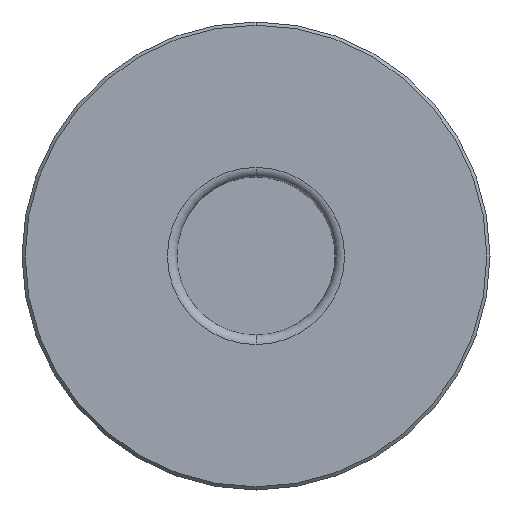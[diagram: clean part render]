
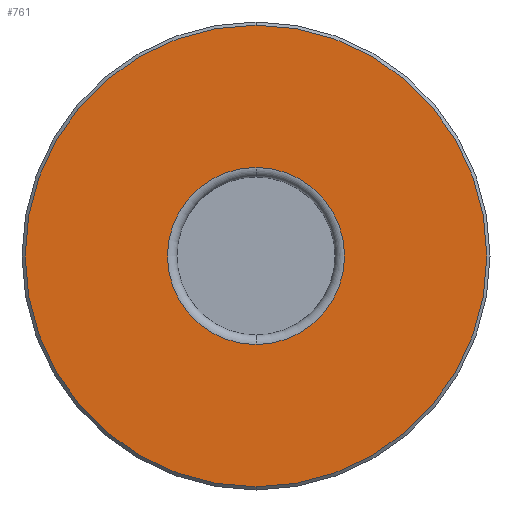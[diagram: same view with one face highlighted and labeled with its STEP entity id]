
A CAD part, front view. The second image highlights one B-rep face of the part: STEP entity #761.
In plain terms, the highlighted planar face has unit normal (0, -1, 0).
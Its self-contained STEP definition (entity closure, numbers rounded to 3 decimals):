
#2 = CARTESIAN_POINT ( 'NONE',  ( 0., 0., -36.5 ) ) ;
#56 = AXIS2_PLACEMENT_3D ( 'NONE', #789, #845, #657 ) ;
#90 = AXIS2_PLACEMENT_3D ( 'NONE', #770, #198, #462 ) ;
#132 = AXIS2_PLACEMENT_3D ( 'NONE', #407, #476, #211 ) ;
#140 = VERTEX_POINT ( 'NONE', #252 ) ;
#198 = DIRECTION ( 'NONE',  ( 0., -1., 0. ) ) ;
#211 = DIRECTION ( 'NONE',  ( 0., 0., -1. ) ) ;
#217 = VERTEX_POINT ( 'NONE', #446 ) ;
#235 = EDGE_CURVE ( 'NONE', #706, #140, #381, .T. ) ;
#250 = CARTESIAN_POINT ( 'NONE',  ( 0., 0., 0. ) ) ;
#252 = CARTESIAN_POINT ( 'NONE',  ( 0., 0., -14. ) ) ;
#255 = VERTEX_POINT ( 'NONE', #2 ) ;
#269 = ORIENTED_EDGE ( 'NONE', *, *, #235, .F. ) ;
#287 = EDGE_CURVE ( 'NONE', #140, #706, #816, .T. ) ;
#355 = CARTESIAN_POINT ( 'NONE',  ( 0., 0., 0. ) ) ;
#363 = ORIENTED_EDGE ( 'NONE', *, *, #436, .T. ) ;
#381 = CIRCLE ( 'NONE', #56, 14. ) ;
#407 = CARTESIAN_POINT ( 'NONE',  ( 0., 0., 0. ) ) ;
#418 = ORIENTED_EDGE ( 'NONE', *, *, #287, .F. ) ;
#423 = FACE_OUTER_BOUND ( 'NONE', #735, .T. ) ;
#436 = EDGE_CURVE ( 'NONE', #255, #217, #691, .T. ) ;
#446 = CARTESIAN_POINT ( 'NONE',  ( 0., 0., 36.5 ) ) ;
#447 = CARTESIAN_POINT ( 'NONE',  ( 0., 0., 14. ) ) ;
#458 = AXIS2_PLACEMENT_3D ( 'NONE', #250, #774, #827 ) ;
#462 = DIRECTION ( 'NONE',  ( 0., 0., -1. ) ) ;
#476 = DIRECTION ( 'NONE',  ( 0., -1., 0. ) ) ;
#492 = DIRECTION ( 'NONE',  ( 0., -1., 0. ) ) ;
#497 = AXIS2_PLACEMENT_3D ( 'NONE', #355, #492, #565 ) ;
#565 = DIRECTION ( 'NONE',  ( 0., 0., -1. ) ) ;
#571 = CIRCLE ( 'NONE', #458, 36.5 ) ;
#585 = FACE_BOUND ( 'NONE', #767, .T. ) ;
#643 = PLANE ( 'NONE',  #90 ) ;
#657 = DIRECTION ( 'NONE',  ( 0., 0., -1. ) ) ;
#691 = CIRCLE ( 'NONE', #497, 36.5 ) ;
#701 = EDGE_CURVE ( 'NONE', #217, #255, #571, .T. ) ;
#706 = VERTEX_POINT ( 'NONE', #447 ) ;
#735 = EDGE_LOOP ( 'NONE', ( #792, #363 ) ) ;
#761 = ADVANCED_FACE ( 'NONE', ( #423, #585 ), #643, .T. ) ;
#767 = EDGE_LOOP ( 'NONE', ( #418, #269 ) ) ;
#770 = CARTESIAN_POINT ( 'NONE',  ( 14., 0., 0. ) ) ;
#774 = DIRECTION ( 'NONE',  ( 0., -1., 0. ) ) ;
#789 = CARTESIAN_POINT ( 'NONE',  ( 0., 0., 0. ) ) ;
#792 = ORIENTED_EDGE ( 'NONE', *, *, #701, .T. ) ;
#816 = CIRCLE ( 'NONE', #132, 14. ) ;
#827 = DIRECTION ( 'NONE',  ( 0., 0., -1. ) ) ;
#845 = DIRECTION ( 'NONE',  ( 0., -1., 0. ) ) ;
